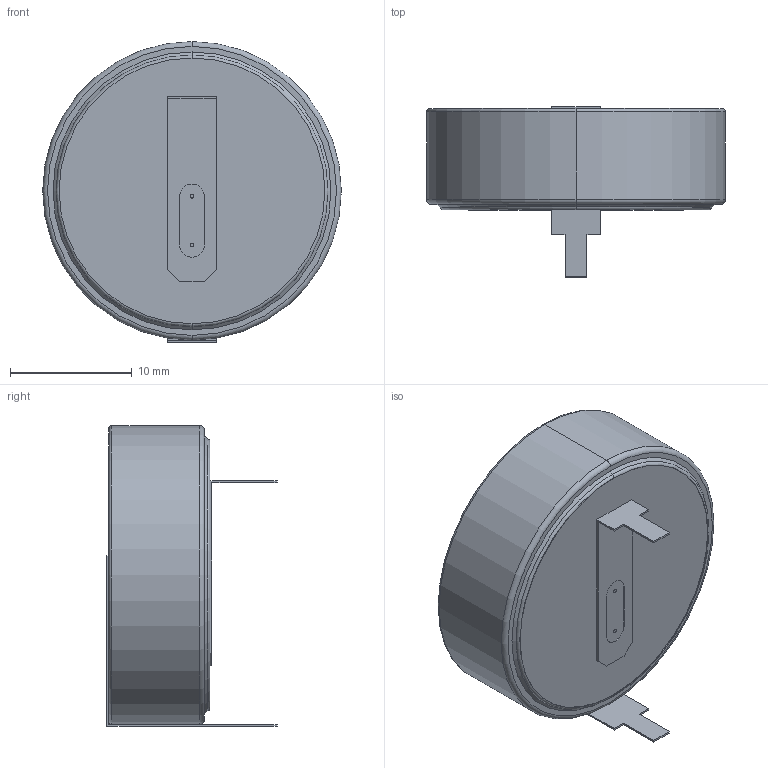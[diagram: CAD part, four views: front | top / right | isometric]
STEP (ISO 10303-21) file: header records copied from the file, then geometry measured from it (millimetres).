
FILE_DESCRIPTION (( 'STEP AP214' ), '1' );
FILE_NAME ('User Library-CR2477.STEP', '2017-12-05T07:30:06', ( 'Windows User' ), ( '' ), 'SwSTEP 2.0', 'SolidWorks 2017', '' );
FILE_SCHEMA (( 'AUTOMOTIVE_DESIGN' ));
Length unit declared in the file: millimetre
Products named in the file (4): User Library-CR2477_CR2477_Catode; User Library-CR2477_CR2477_Anode; User Library-CR2477_CR2477_Body; User Library-CR2477
Assembly tree (3 placements, depth 2):
  User Library-CR2477
    User Library-CR2477_CR2477_Body
    User Library-CR2477_CR2477_Anode
    User Library-CR2477_CR2477_Catode
Bounding box: 24.5 x 13.95 x 24.68 mm (x, y, z)
Volume: 3863.7 mm3; surface area: 1920 mm2
Topology: 3 solids, 3 shells, 88 faces, 196 edges, 128 vertices
Faces by surface type: plane 50, cylinder 30, torus 6, cone 2
Entity records: 2758 total; most frequent: DIRECTION 458, CARTESIAN_POINT 418, ORIENTED_EDGE 392, EDGE_CURVE 196, AXIS2_PLACEMENT_3D 168, VERTEX_POINT 128, VECTOR 122, LINE 122
